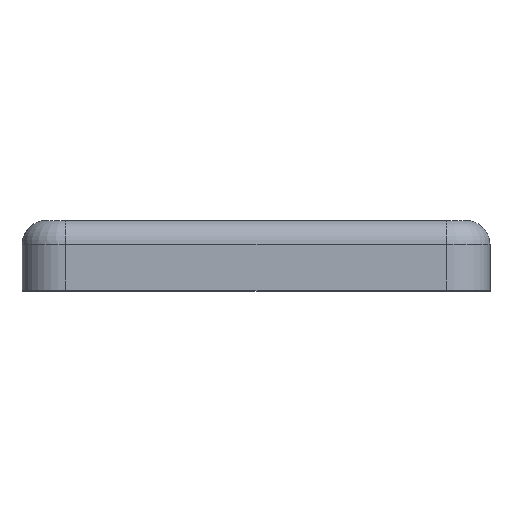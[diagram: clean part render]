
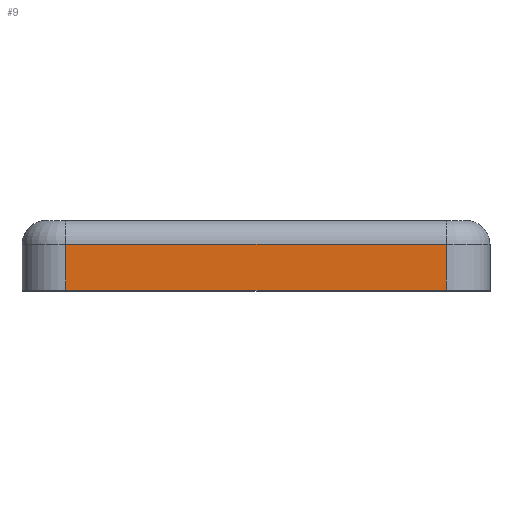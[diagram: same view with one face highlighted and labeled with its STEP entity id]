
A CAD part, top view. The second image highlights one B-rep face of the part: STEP entity #9.
In plain terms, the highlighted planar face has unit normal (0, 0, 1).
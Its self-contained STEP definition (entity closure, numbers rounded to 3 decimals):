
#9 = ADVANCED_FACE ( 'NONE', ( #2445 ), #1951, .T. ) ;
#25 = CARTESIAN_POINT ( 'NONE',  ( 8.75, -1.1, 17.25 ) ) ;
#157 = DIRECTION ( 'NONE',  ( 1., 0., 0. ) ) ;
#161 = LINE ( 'NONE', #1732, #2479 ) ;
#210 = EDGE_CURVE ( 'NONE', #1148, #1683, #1593, .T. ) ;
#322 = EDGE_LOOP ( 'NONE', ( #915, #922, #2581, #1883 ) ) ;
#470 = DIRECTION ( 'NONE',  ( 1., 0., 0. ) ) ;
#474 = DIRECTION ( 'NONE',  ( 1., 0., 0. ) ) ;
#509 = LINE ( 'NONE', #2233, #965 ) ;
#522 = VERTEX_POINT ( 'NONE', #25 ) ;
#566 = EDGE_CURVE ( 'NONE', #1148, #522, #161, .T. ) ;
#772 = VECTOR ( 'NONE', #157, 1000. ) ;
#863 = CARTESIAN_POINT ( 'NONE',  ( -8.75, -3.2, 17.25 ) ) ;
#890 = VERTEX_POINT ( 'NONE', #1399 ) ;
#915 = ORIENTED_EDGE ( 'NONE', *, *, #1009, .T. ) ;
#922 = ORIENTED_EDGE ( 'NONE', *, *, #987, .F. ) ;
#931 = LINE ( 'NONE', #2676, #772 ) ;
#965 = VECTOR ( 'NONE', #1212, 1000. ) ;
#987 = EDGE_CURVE ( 'NONE', #522, #890, #509, .T. ) ;
#1009 = EDGE_CURVE ( 'NONE', #1683, #890, #931, .T. ) ;
#1148 = VERTEX_POINT ( 'NONE', #1920 ) ;
#1155 = AXIS2_PLACEMENT_3D ( 'NONE', #2181, #2579, #474 ) ;
#1196 = DIRECTION ( 'NONE',  ( 0., -1., 0. ) ) ;
#1212 = DIRECTION ( 'NONE',  ( 0., -1., 0. ) ) ;
#1399 = CARTESIAN_POINT ( 'NONE',  ( 8.75, -3.2, 17.25 ) ) ;
#1468 = VECTOR ( 'NONE', #1196, 1000. ) ;
#1593 = LINE ( 'NONE', #2449, #1468 ) ;
#1683 = VERTEX_POINT ( 'NONE', #863 ) ;
#1732 = CARTESIAN_POINT ( 'NONE',  ( -8.75, -1.1, 17.25 ) ) ;
#1883 = ORIENTED_EDGE ( 'NONE', *, *, #210, .T. ) ;
#1920 = CARTESIAN_POINT ( 'NONE',  ( -8.75, -1.1, 17.25 ) ) ;
#1951 = PLANE ( 'NONE',  #1155 ) ;
#2181 = CARTESIAN_POINT ( 'NONE',  ( -8.75, 0., 17.25 ) ) ;
#2233 = CARTESIAN_POINT ( 'NONE',  ( 8.75, 0., 17.25 ) ) ;
#2445 = FACE_OUTER_BOUND ( 'NONE', #322, .T. ) ;
#2449 = CARTESIAN_POINT ( 'NONE',  ( -8.75, 0., 17.25 ) ) ;
#2479 = VECTOR ( 'NONE', #470, 1000. ) ;
#2579 = DIRECTION ( 'NONE',  ( 0., 0., 1. ) ) ;
#2581 = ORIENTED_EDGE ( 'NONE', *, *, #566, .F. ) ;
#2676 = CARTESIAN_POINT ( 'NONE',  ( -8.75, -3.2, 17.25 ) ) ;
